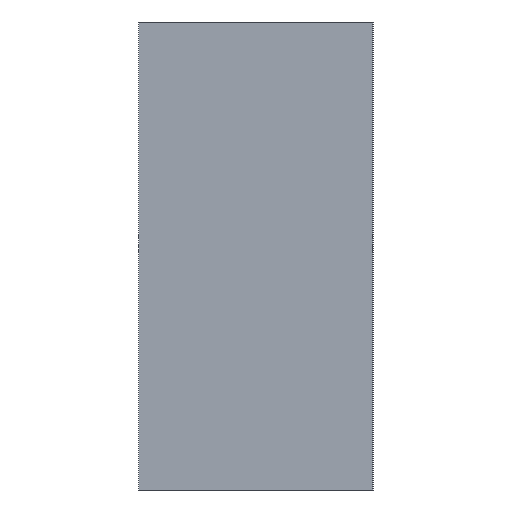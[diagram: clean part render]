
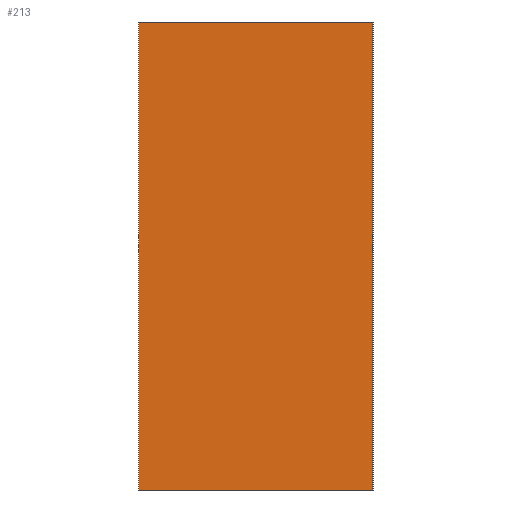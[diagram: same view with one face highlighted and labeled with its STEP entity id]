
A CAD part, left-side view. The second image highlights one B-rep face of the part: STEP entity #213.
In plain terms, the highlighted face is a extrusion surface.
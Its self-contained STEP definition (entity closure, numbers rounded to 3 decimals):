
#45 = SURFACE_OF_LINEAR_EXTRUSION('',#46,#49);
#46 = B_SPLINE_CURVE_WITH_KNOTS('',1,(#47,#48),.UNSPECIFIED.,.F.,.F.,(2,
    2),(0.,100.),.PIECEWISE_BEZIER_KNOTS.);
#47 = CARTESIAN_POINT('',(52.257,-3.156,0.));
#48 = CARTESIAN_POINT('',(-47.743,-3.156,0.));
#49 = VECTOR('',#50,1.);
#50 = DIRECTION('',(-0.,-0.,1.));
#73 = B_SPLINE_SURFACE_WITH_KNOTS('',1,1,(
    (#74,#75)
    ,(#76,#77)),.UNSPECIFIED.,.F.,.F.,.F.,(2,2),(2,2),(0.,100.),(0.,5.),
  .PIECEWISE_BEZIER_KNOTS.);
#74 = CARTESIAN_POINT('',(52.257,-3.156,-10.));
#75 = CARTESIAN_POINT('',(52.257,1.844,-10.));
#76 = CARTESIAN_POINT('',(-47.743,-3.156,-10.));
#77 = CARTESIAN_POINT('',(-47.743,1.844,-10.));
#101 = SURFACE_OF_LINEAR_EXTRUSION('',#102,#105);
#102 = B_SPLINE_CURVE_WITH_KNOTS('',1,(#103,#104),.UNSPECIFIED.,.F.,.F.,
  (2,2),(0.,100.),.PIECEWISE_BEZIER_KNOTS.);
#103 = CARTESIAN_POINT('',(52.257,1.844,0.));
#104 = CARTESIAN_POINT('',(-47.743,1.844,0.));
#105 = VECTOR('',#106,1.);
#106 = DIRECTION('',(-0.,-0.,1.));
#127 = B_SPLINE_SURFACE_WITH_KNOTS('',1,1,(
    (#128,#129)
    ,(#130,#131
    )),.UNSPECIFIED.,.F.,.F.,.F.,(2,2),(2,2),(0.,100.),(0.,5.),
  .PIECEWISE_BEZIER_KNOTS.);
#128 = CARTESIAN_POINT('',(52.257,-3.156,0.));
#129 = CARTESIAN_POINT('',(52.257,1.844,0.));
#130 = CARTESIAN_POINT('',(-47.743,-3.156,0.));
#131 = CARTESIAN_POINT('',(-47.743,1.844,0.));
#144 = VERTEX_POINT('',#145);
#145 = CARTESIAN_POINT('',(-47.743,-3.156,-10.));
#165 = EDGE_CURVE('',#166,#144,#168,.T.);
#166 = VERTEX_POINT('',#167);
#167 = CARTESIAN_POINT('',(-47.743,-3.156,0.));
#168 = SURFACE_CURVE('',#169,(#173,#180),.PCURVE_S1.);
#169 = LINE('',#170,#171);
#170 = CARTESIAN_POINT('',(-47.743,-3.156,0.));
#171 = VECTOR('',#172,1.);
#172 = DIRECTION('',(0.,0.,-1.));
#173 = PCURVE('',#45,#174);
#174 = DEFINITIONAL_REPRESENTATION('',(#175),#179);
#175 = LINE('',#176,#177);
#176 = CARTESIAN_POINT('',(100.,0.));
#177 = VECTOR('',#178,1.);
#178 = DIRECTION('',(0.,-1.));
#179 = ( GEOMETRIC_REPRESENTATION_CONTEXT(2) 
PARAMETRIC_REPRESENTATION_CONTEXT() REPRESENTATION_CONTEXT('2D SPACE',''
  ) );
#180 = PCURVE('',#181,#187);
#181 = SURFACE_OF_LINEAR_EXTRUSION('',#182,#185);
#182 = B_SPLINE_CURVE_WITH_KNOTS('',1,(#183,#184),.UNSPECIFIED.,.F.,.F.,
  (2,2),(0.,5.),.PIECEWISE_BEZIER_KNOTS.);
#183 = CARTESIAN_POINT('',(-47.743,-3.156,0.));
#184 = CARTESIAN_POINT('',(-47.743,1.844,0.));
#185 = VECTOR('',#186,1.);
#186 = DIRECTION('',(-0.,-0.,1.));
#187 = DEFINITIONAL_REPRESENTATION('',(#188),#192);
#188 = LINE('',#189,#190);
#189 = CARTESIAN_POINT('',(0.,0.));
#190 = VECTOR('',#191,1.);
#191 = DIRECTION('',(0.,-1.));
#192 = ( GEOMETRIC_REPRESENTATION_CONTEXT(2) 
PARAMETRIC_REPRESENTATION_CONTEXT() REPRESENTATION_CONTEXT('2D SPACE',''
  ) );
#213 = ADVANCED_FACE('',(#214),#181,.F.);
#214 = FACE_BOUND('',#215,.F.);
#215 = EDGE_LOOP('',(#216,#217,#239,#262));
#216 = ORIENTED_EDGE('',*,*,#165,.T.);
#217 = ORIENTED_EDGE('',*,*,#218,.T.);
#218 = EDGE_CURVE('',#144,#219,#221,.T.);
#219 = VERTEX_POINT('',#220);
#220 = CARTESIAN_POINT('',(-47.743,1.844,-10.));
#221 = SURFACE_CURVE('',#222,(#225,#232),.PCURVE_S1.);
#222 = B_SPLINE_CURVE_WITH_KNOTS('',1,(#223,#224),.UNSPECIFIED.,.F.,.F.,
  (2,2),(0.,5.),.PIECEWISE_BEZIER_KNOTS.);
#223 = CARTESIAN_POINT('',(-47.743,-3.156,-10.));
#224 = CARTESIAN_POINT('',(-47.743,1.844,-10.));
#225 = PCURVE('',#181,#226);
#226 = DEFINITIONAL_REPRESENTATION('',(#227),#231);
#227 = LINE('',#228,#229);
#228 = CARTESIAN_POINT('',(0.,-10.));
#229 = VECTOR('',#230,1.);
#230 = DIRECTION('',(1.,0.));
#231 = ( GEOMETRIC_REPRESENTATION_CONTEXT(2) 
PARAMETRIC_REPRESENTATION_CONTEXT() REPRESENTATION_CONTEXT('2D SPACE',''
  ) );
#232 = PCURVE('',#73,#233);
#233 = DEFINITIONAL_REPRESENTATION('',(#234),#238);
#234 = LINE('',#235,#236);
#235 = CARTESIAN_POINT('',(100.,0.));
#236 = VECTOR('',#237,1.);
#237 = DIRECTION('',(0.,1.));
#238 = ( GEOMETRIC_REPRESENTATION_CONTEXT(2) 
PARAMETRIC_REPRESENTATION_CONTEXT() REPRESENTATION_CONTEXT('2D SPACE',''
  ) );
#239 = ORIENTED_EDGE('',*,*,#240,.F.);
#240 = EDGE_CURVE('',#241,#219,#243,.T.);
#241 = VERTEX_POINT('',#242);
#242 = CARTESIAN_POINT('',(-47.743,1.844,0.));
#243 = SURFACE_CURVE('',#244,(#248,#255),.PCURVE_S1.);
#244 = LINE('',#245,#246);
#245 = CARTESIAN_POINT('',(-47.743,1.844,0.));
#246 = VECTOR('',#247,1.);
#247 = DIRECTION('',(0.,0.,-1.));
#248 = PCURVE('',#181,#249);
#249 = DEFINITIONAL_REPRESENTATION('',(#250),#254);
#250 = LINE('',#251,#252);
#251 = CARTESIAN_POINT('',(5.,0.));
#252 = VECTOR('',#253,1.);
#253 = DIRECTION('',(0.,-1.));
#254 = ( GEOMETRIC_REPRESENTATION_CONTEXT(2) 
PARAMETRIC_REPRESENTATION_CONTEXT() REPRESENTATION_CONTEXT('2D SPACE',''
  ) );
#255 = PCURVE('',#101,#256);
#256 = DEFINITIONAL_REPRESENTATION('',(#257),#261);
#257 = LINE('',#258,#259);
#258 = CARTESIAN_POINT('',(100.,0.));
#259 = VECTOR('',#260,1.);
#260 = DIRECTION('',(0.,-1.));
#261 = ( GEOMETRIC_REPRESENTATION_CONTEXT(2) 
PARAMETRIC_REPRESENTATION_CONTEXT() REPRESENTATION_CONTEXT('2D SPACE',''
  ) );
#262 = ORIENTED_EDGE('',*,*,#263,.F.);
#263 = EDGE_CURVE('',#166,#241,#264,.T.);
#264 = SURFACE_CURVE('',#265,(#268,#275),.PCURVE_S1.);
#265 = B_SPLINE_CURVE_WITH_KNOTS('',1,(#266,#267),.UNSPECIFIED.,.F.,.F.,
  (2,2),(0.,5.),.PIECEWISE_BEZIER_KNOTS.);
#266 = CARTESIAN_POINT('',(-47.743,-3.156,0.));
#267 = CARTESIAN_POINT('',(-47.743,1.844,0.));
#268 = PCURVE('',#181,#269);
#269 = DEFINITIONAL_REPRESENTATION('',(#270),#274);
#270 = LINE('',#271,#272);
#271 = CARTESIAN_POINT('',(0.,0.));
#272 = VECTOR('',#273,1.);
#273 = DIRECTION('',(1.,0.));
#274 = ( GEOMETRIC_REPRESENTATION_CONTEXT(2) 
PARAMETRIC_REPRESENTATION_CONTEXT() REPRESENTATION_CONTEXT('2D SPACE',''
  ) );
#275 = PCURVE('',#127,#276);
#276 = DEFINITIONAL_REPRESENTATION('',(#277),#281);
#277 = LINE('',#278,#279);
#278 = CARTESIAN_POINT('',(100.,0.));
#279 = VECTOR('',#280,1.);
#280 = DIRECTION('',(0.,1.));
#281 = ( GEOMETRIC_REPRESENTATION_CONTEXT(2) 
PARAMETRIC_REPRESENTATION_CONTEXT() REPRESENTATION_CONTEXT('2D SPACE',''
  ) );
